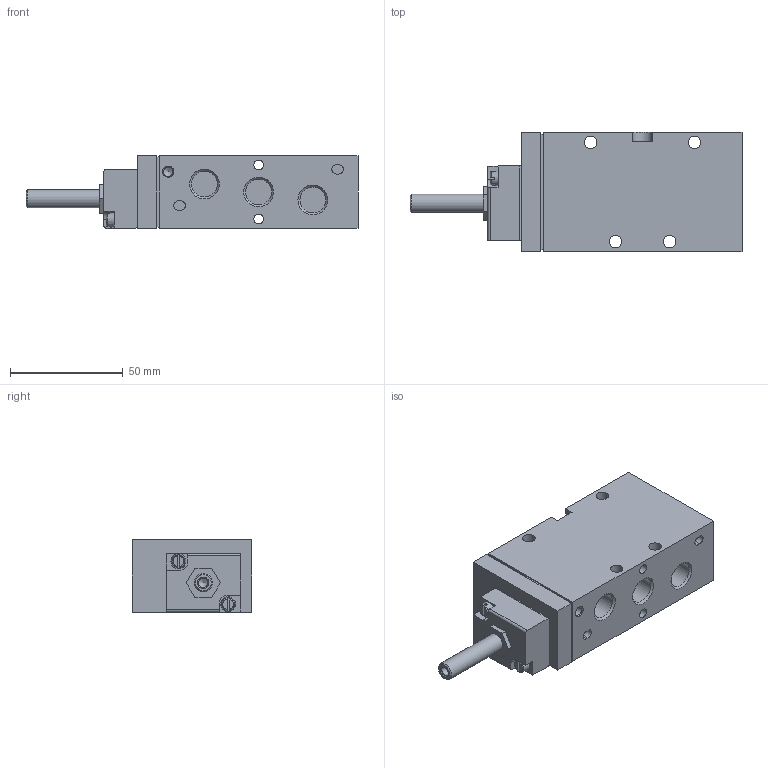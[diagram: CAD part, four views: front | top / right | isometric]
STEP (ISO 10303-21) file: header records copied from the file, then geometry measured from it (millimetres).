
FILE_DESCRIPTION(/* description */ ('STEP AP214'),/* implementation_level */ '2;1');
FILE_NAME(/* name */ '535925_MFH-5-1_4-S-B-EX',/* time_stamp */ '2024-09-05T09:45:26+02:00',/* author */ ('License CC BY-ND 4.0'),/* organization */ ('CADENAS'),/* preprocessor_version */ 'ST-DEVELOPER v19.3',/* originating_system */ 'PARTsolutions',/* authorisation */ ' ');
FILE_SCHEMA (('AUTOMOTIVE_DESIGN {1 0 10303 214 3 1 1}'));
Length unit declared in the file: millimetre
Products named in the file (2): 535925 MFH-5-1/4-S-B-EX; 535925 MFH-5-1/4-S-B-EX-part2
Assembly tree (1 placements, depth 2):
  535925 MFH-5-1/4-S-B-EX
    535925 MFH-5-1/4-S-B-EX-part2
Bounding box: 147 x 53 x 32 mm (x, y, z)
Volume: 163729.5 mm3; surface area: 30650.9 mm2
Topology: 1 solids, 1 shells, 119 faces, 293 edges, 193 vertices
Faces by surface type: plane 70, cylinder 32, cone 13, torus 4
Full cylindrical faces by diameter (mm): 4.134 x2, 4.3 x2, 5.5 x4, 8 x1, 8.566 x1, 11.445 x5
Entity records: 3403 total; most frequent: CARTESIAN_POINT 613, DIRECTION 570, ORIENTED_EDGE 514, EDGE_CURVE 257, AXIS2_PLACEMENT_3D 208, VERTEX_POINT 187, FACE_BOUND 178, EDGE_LOOP 176
